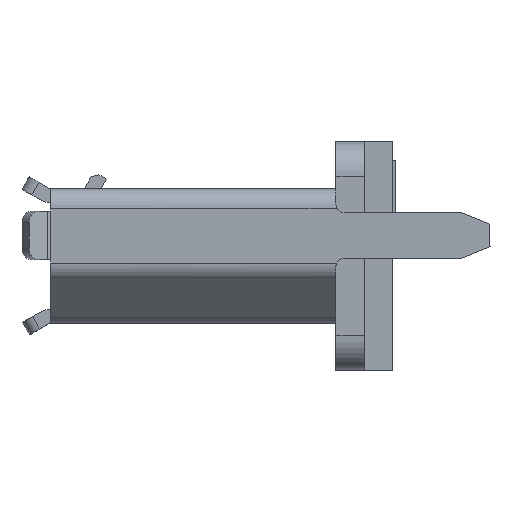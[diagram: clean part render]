
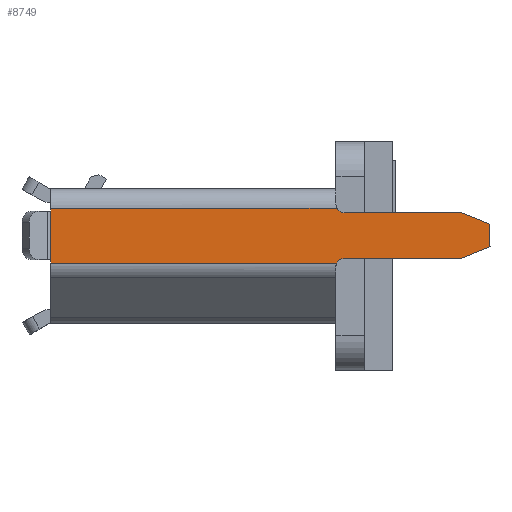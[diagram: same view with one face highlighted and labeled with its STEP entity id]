
A CAD part, left-side view. The second image highlights one B-rep face of the part: STEP entity #8749.
In plain terms, the highlighted face is planar.
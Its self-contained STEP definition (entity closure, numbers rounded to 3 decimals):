
#1637 = AXIS2_PLACEMENT_3D ( 'NONE', #3456, #3458, #3483 ) ;
#1671 = AXIS2_PLACEMENT_3D ( 'NONE', #3526, #3498, #3535 ) ;
#2175 = VECTOR ( 'NONE', #3368, 1000. ) ;
#2218 = LINE ( 'NONE', #3397, #2175 ) ;
#2236 = LINE ( 'NONE', #3415, #2242 ) ;
#2238 = VECTOR ( 'NONE', #3365, 1000. ) ;
#2242 = VECTOR ( 'NONE', #3448, 1000. ) ;
#2255 = LINE ( 'NONE', #3369, #2238 ) ;
#2274 = VECTOR ( 'NONE', #3572, 1000. ) ;
#2275 = LINE ( 'NONE', #3532, #2308 ) ;
#2280 = VECTOR ( 'NONE', #3504, 1000. ) ;
#2283 = LINE ( 'NONE', #3515, #2280 ) ;
#2292 = CIRCLE ( 'NONE', #1637, 0.15 ) ;
#2304 = CIRCLE ( 'NONE', #1671, 0.15 ) ;
#2308 = VECTOR ( 'NONE', #3506, 1000. ) ;
#2317 = LINE ( 'NONE', #3579, #2274 ) ;
#2333 = VECTOR ( 'NONE', #5596, 1000. ) ;
#2337 = LINE ( 'NONE', #3561, #2351 ) ;
#2341 = VECTOR ( 'NONE', #3569, 1000. ) ;
#2351 = VECTOR ( 'NONE', #3570, 1000. ) ;
#2360 = LINE ( 'NONE', #5623, #2402 ) ;
#2363 = LINE ( 'NONE', #3542, #2341 ) ;
#2379 = LINE ( 'NONE', #5586, #2333 ) ;
#2402 = VECTOR ( 'NONE', #5625, 1000. ) ;
#3365 = DIRECTION ( 'NONE',  ( 0., -1., 0. ) ) ;
#3368 = DIRECTION ( 'NONE',  ( 0., 0., 1. ) ) ;
#3369 = CARTESIAN_POINT ( 'NONE',  ( 3.7, 3.85, -1.225 ) ) ;
#3397 = CARTESIAN_POINT ( 'NONE',  ( 3.7, 0., -0.83 ) ) ;
#3415 = CARTESIAN_POINT ( 'NONE',  ( 3.7, 3.85, -1.309 ) ) ;
#3448 = DIRECTION ( 'NONE',  ( 0., -1., 0. ) ) ;
#3456 = CARTESIAN_POINT ( 'NONE',  ( 3.7, 5.15, -1.375 ) ) ;
#3458 = DIRECTION ( 'NONE',  ( 1., 0., 0. ) ) ;
#3483 = DIRECTION ( 'NONE',  ( 0., 0., 1. ) ) ;
#3498 = DIRECTION ( 'NONE',  ( 1., 0., 0. ) ) ;
#3504 = DIRECTION ( 'NONE',  ( 0., -1., 0. ) ) ;
#3506 = DIRECTION ( 'NONE',  ( 0., 0., -1. ) ) ;
#3515 = CARTESIAN_POINT ( 'NONE',  ( 3.7, 2.51, -0.35 ) ) ;
#3526 = CARTESIAN_POINT ( 'NONE',  ( 3.7, 5.15, -0.275 ) ) ;
#3532 = CARTESIAN_POINT ( 'NONE',  ( 3.7, 7.7, -0.83 ) ) ;
#3535 = DIRECTION ( 'NONE',  ( 0., 0., -1. ) ) ;
#3542 = CARTESIAN_POINT ( 'NONE',  ( 3.7, 0., -0.83 ) ) ;
#3561 = CARTESIAN_POINT ( 'NONE',  ( 3.7, 7.181, -1.233 ) ) ;
#3569 = DIRECTION ( 'NONE',  ( 0., 0., 1. ) ) ;
#3570 = DIRECTION ( 'NONE',  ( 0., -0.928, -0.371 ) ) ;
#3572 = DIRECTION ( 'NONE',  ( 0., 0.928, -0.371 ) ) ;
#3579 = CARTESIAN_POINT ( 'NONE',  ( 3.7, 7.719, -0.633 ) ) ;
#4656 = CARTESIAN_POINT ( 'NONE',  ( 3.7, 5.02, -0.35 ) ) ;
#4658 = CARTESIAN_POINT ( 'NONE',  ( 3.7, 0., -0.35 ) ) ;
#5586 = CARTESIAN_POINT ( 'NONE',  ( 3.7, 3.85, -0.425 ) ) ;
#5596 = DIRECTION ( 'NONE',  ( 0., 1., 0. ) ) ;
#5623 = CARTESIAN_POINT ( 'NONE',  ( 3.7, 0., -0.83 ) ) ;
#5625 = DIRECTION ( 'NONE',  ( 0., 0., 1. ) ) ;
#6837 = VERTEX_POINT ( 'NONE', #15083 ) ;
#6843 = VERTEX_POINT ( 'NONE', #15077 ) ;
#6901 = VERTEX_POINT ( 'NONE', #15094 ) ;
#6902 = VERTEX_POINT ( 'NONE', #15118 ) ;
#6904 = VERTEX_POINT ( 'NONE', #15098 ) ;
#6905 = VERTEX_POINT ( 'NONE', #15100 ) ;
#6928 = VERTEX_POINT ( 'NONE', #15095 ) ;
#6935 = VERTEX_POINT ( 'NONE', #15109 ) ;
#6945 = VERTEX_POINT ( 'NONE', #15135 ) ;
#6946 = VERTEX_POINT ( 'NONE', #15136 ) ;
#8749 = ADVANCED_FACE ( 'NONE', ( #15672 ), #17919, .T. ) ;
#9694 = AXIS2_PLACEMENT_3D ( 'NONE', #17923, #17937, #17902 ) ;
#10106 = EDGE_CURVE ( 'NONE', #6837, #6902, #2218, .T. ) ;
#10109 = EDGE_CURVE ( 'NONE', #6905, #6935, #2255, .T. ) ;
#10112 = EDGE_CURVE ( 'NONE', #6946, #6901, #2236, .T. ) ;
#10142 = EDGE_CURVE ( 'NONE', #6935, #6946, #2292, .T. ) ;
#10149 = EDGE_CURVE ( 'NONE', #6945, #6928, #2275, .T. ) ;
#10160 = EDGE_CURVE ( 'NONE', #13826, #6904, #2304, .T. ) ;
#10161 = EDGE_CURVE ( 'NONE', #13826, #13770, #2283, .T. ) ;
#10171 = EDGE_CURVE ( 'NONE', #6843, #6945, #2317, .T. ) ;
#10181 = EDGE_CURVE ( 'NONE', #6901, #6837, #2363, .T. ) ;
#10182 = EDGE_CURVE ( 'NONE', #6928, #6905, #2337, .T. ) ;
#10203 = EDGE_CURVE ( 'NONE', #6904, #6843, #2379, .T. ) ;
#10219 = EDGE_CURVE ( 'NONE', #6902, #13770, #2360, .T. ) ;
#11200 = ORIENTED_EDGE ( 'NONE', *, *, #10149, .F. ) ;
#11203 = ORIENTED_EDGE ( 'NONE', *, *, #10160, .F. ) ;
#11209 = ORIENTED_EDGE ( 'NONE', *, *, #10161, .T. ) ;
#11213 = ORIENTED_EDGE ( 'NONE', *, *, #10219, .F. ) ;
#11215 = ORIENTED_EDGE ( 'NONE', *, *, #10181, .F. ) ;
#11216 = ORIENTED_EDGE ( 'NONE', *, *, #10171, .F. ) ;
#11220 = ORIENTED_EDGE ( 'NONE', *, *, #10142, .F. ) ;
#11222 = ORIENTED_EDGE ( 'NONE', *, *, #10182, .F. ) ;
#11250 = ORIENTED_EDGE ( 'NONE', *, *, #10106, .F. ) ;
#11254 = ORIENTED_EDGE ( 'NONE', *, *, #10112, .F. ) ;
#11283 = ORIENTED_EDGE ( 'NONE', *, *, #10109, .F. ) ;
#11290 = ORIENTED_EDGE ( 'NONE', *, *, #10203, .F. ) ;
#13536 = EDGE_LOOP ( 'NONE', ( #11250, #11215, #11254, #11220, #11283, #11222, #11200, #11216, #11290, #11203, #11209, #11213 ) ) ;
#13770 = VERTEX_POINT ( 'NONE', #4658 ) ;
#13826 = VERTEX_POINT ( 'NONE', #4656 ) ;
#15077 = CARTESIAN_POINT ( 'NONE',  ( 3.7, 7.2, -0.425 ) ) ;
#15083 = CARTESIAN_POINT ( 'NONE',  ( 3.7, 0., -1.25 ) ) ;
#15094 = CARTESIAN_POINT ( 'NONE',  ( 3.7, 0., -1.309 ) ) ;
#15095 = CARTESIAN_POINT ( 'NONE',  ( 3.7, 7.7, -1.025 ) ) ;
#15098 = CARTESIAN_POINT ( 'NONE',  ( 3.7, 5.15, -0.425 ) ) ;
#15100 = CARTESIAN_POINT ( 'NONE',  ( 3.7, 7.2, -1.225 ) ) ;
#15109 = CARTESIAN_POINT ( 'NONE',  ( 3.7, 5.15, -1.225 ) ) ;
#15118 = CARTESIAN_POINT ( 'NONE',  ( 3.7, 0., -0.4 ) ) ;
#15135 = CARTESIAN_POINT ( 'NONE',  ( 3.7, 7.7, -0.625 ) ) ;
#15136 = CARTESIAN_POINT ( 'NONE',  ( 3.7, 5.015, -1.309 ) ) ;
#15672 = FACE_OUTER_BOUND ( 'NONE', #13536, .T. ) ;
#17902 = DIRECTION ( 'NONE',  ( 0., 0., 1. ) ) ;
#17919 = PLANE ( 'NONE',  #9694 ) ;
#17923 = CARTESIAN_POINT ( 'NONE',  ( 3.7, 7.854, -1.33 ) ) ;
#17937 = DIRECTION ( 'NONE',  ( 1., 0., 0. ) ) ;
